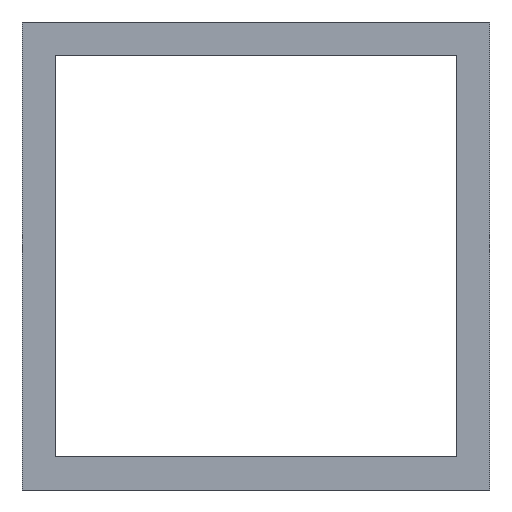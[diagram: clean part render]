
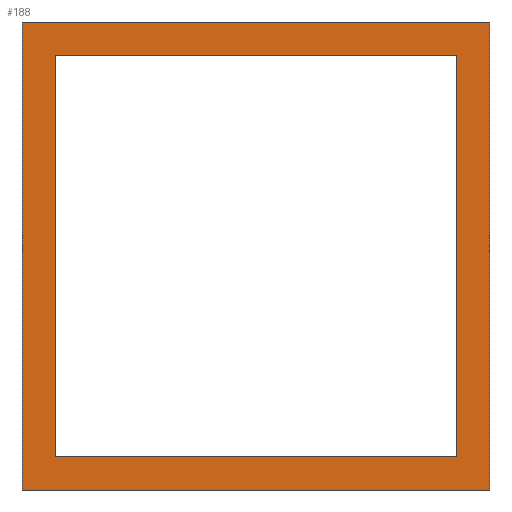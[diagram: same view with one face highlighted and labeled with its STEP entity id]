
A CAD part, front view. The second image highlights one B-rep face of the part: STEP entity #188.
In plain terms, the highlighted planar face has unit normal (0, -1, 0).
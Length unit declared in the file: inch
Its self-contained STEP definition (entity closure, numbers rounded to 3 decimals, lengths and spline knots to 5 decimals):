
#16=FACE_BOUND('',#32,.T.);
#20=FACE_OUTER_BOUND('',#31,.T.);
#31=EDGE_LOOP('',(#143,#144,#145,#146));
#32=EDGE_LOOP('',(#147,#148,#149,#150));
#42=LINE('',#280,#66);
#51=LINE('',#298,#75);
#52=LINE('',#301,#76);
#53=LINE('',#302,#77);
#54=LINE('',#305,#78);
#55=LINE('',#307,#79);
#56=LINE('',#309,#80);
#57=LINE('',#310,#81);
#66=VECTOR('',#232,39.37008);
#75=VECTOR('',#245,39.37008);
#76=VECTOR('',#248,39.37008);
#77=VECTOR('',#249,39.37008);
#78=VECTOR('',#250,39.37008);
#79=VECTOR('',#251,39.37008);
#80=VECTOR('',#252,39.37008);
#81=VECTOR('',#253,39.37008);
#87=VERTEX_POINT('',#273);
#90=VERTEX_POINT('',#278);
#97=VERTEX_POINT('',#296);
#98=VERTEX_POINT('',#300);
#99=VERTEX_POINT('',#303);
#100=VERTEX_POINT('',#304);
#101=VERTEX_POINT('',#306);
#102=VERTEX_POINT('',#308);
#106=EDGE_CURVE('',#90,#87,#42,.T.);
#115=EDGE_CURVE('',#87,#97,#51,.T.);
#116=EDGE_CURVE('',#90,#98,#52,.T.);
#117=EDGE_CURVE('',#98,#97,#53,.T.);
#118=EDGE_CURVE('',#99,#100,#54,.T.);
#119=EDGE_CURVE('',#100,#101,#55,.T.);
#120=EDGE_CURVE('',#101,#102,#56,.T.);
#121=EDGE_CURVE('',#102,#99,#57,.T.);
#143=ORIENTED_EDGE('',*,*,#115,.F.);
#144=ORIENTED_EDGE('',*,*,#106,.F.);
#145=ORIENTED_EDGE('',*,*,#116,.T.);
#146=ORIENTED_EDGE('',*,*,#117,.T.);
#147=ORIENTED_EDGE('',*,*,#118,.T.);
#148=ORIENTED_EDGE('',*,*,#119,.T.);
#149=ORIENTED_EDGE('',*,*,#120,.T.);
#150=ORIENTED_EDGE('',*,*,#121,.T.);
#178=PLANE('',#218);
#188=ADVANCED_FACE('',(#20,#16),#178,.T.);
#218=AXIS2_PLACEMENT_3D('',#299,#246,#247);
#232=DIRECTION('',(-1.,0.,0.));
#245=DIRECTION('',(0.,0.,1.));
#246=DIRECTION('center_axis',(0.,-1.,0.));
#247=DIRECTION('ref_axis',(0.,0.,-1.));
#248=DIRECTION('',(0.,0.,1.));
#249=DIRECTION('',(-1.,0.,0.));
#250=DIRECTION('',(-1.,0.,0.));
#251=DIRECTION('',(0.,0.,1.));
#252=DIRECTION('',(1.,0.,0.));
#253=DIRECTION('',(0.,0.,-1.));
#273=CARTESIAN_POINT('',(-24.,-0.875,-13.5));
#278=CARTESIAN_POINT('',(-22.25,-0.875,-13.5));
#280=CARTESIAN_POINT('',(-24.,-0.875,-13.5));
#296=CARTESIAN_POINT('',(-24.,-0.875,-11.75));
#298=CARTESIAN_POINT('',(-24.,-0.875,-12.625));
#299=CARTESIAN_POINT('Origin',(-24.,-0.875,-11.75));
#300=CARTESIAN_POINT('',(-22.25,-0.875,-11.75));
#301=CARTESIAN_POINT('',(-22.25,-0.875,-11.75));
#302=CARTESIAN_POINT('',(-24.,-0.875,-11.75));
#303=CARTESIAN_POINT('',(-22.375,-0.875,-13.375));
#304=CARTESIAN_POINT('',(-23.875,-0.875,-13.375));
#305=CARTESIAN_POINT('',(-24.,-0.875,-13.375));
#306=CARTESIAN_POINT('',(-23.875,-0.875,-11.875));
#307=CARTESIAN_POINT('',(-23.875,-0.875,-11.75));
#308=CARTESIAN_POINT('',(-22.375,-0.875,-11.875));
#309=CARTESIAN_POINT('',(-24.,-0.875,-11.875));
#310=CARTESIAN_POINT('',(-22.375,-0.875,-11.75));
